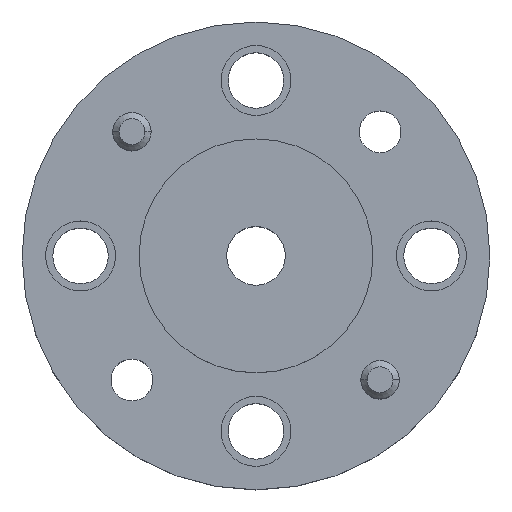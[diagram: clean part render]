
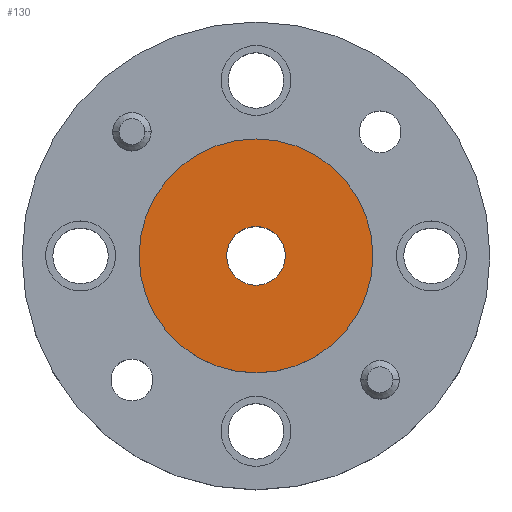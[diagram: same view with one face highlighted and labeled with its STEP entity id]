
A CAD part, top view. The second image highlights one B-rep face of the part: STEP entity #130.
In plain terms, the highlighted planar face has unit normal (0, 0, 1).
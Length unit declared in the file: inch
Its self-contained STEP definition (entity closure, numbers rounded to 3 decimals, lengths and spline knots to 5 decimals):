
#14 = CARTESIAN_POINT ( 'NONE',  ( 0., 0., 0.037 ) ) ;
#29 = ORIENTED_EDGE ( 'NONE', *, *, #1218, .F. ) ;
#79 = FACE_OUTER_BOUND ( 'NONE', #1063, .T. ) ;
#117 = EDGE_CURVE ( 'NONE', #1135, #194, #1056, .T. ) ;
#124 = DIRECTION ( 'NONE',  ( 1., 0., 0. ) ) ;
#130 = ADVANCED_FACE ( 'NONE', ( #1009, #79 ), #1597, .T. ) ;
#157 = VERTEX_POINT ( 'NONE', #964 ) ;
#194 = VERTEX_POINT ( 'NONE', #713 ) ;
#234 = DIRECTION ( 'NONE',  ( 1., 0., 0. ) ) ;
#424 = AXIS2_PLACEMENT_3D ( 'NONE', #14, #470, #1734 ) ;
#428 = CARTESIAN_POINT ( 'NONE',  ( 0., 0., 0.037 ) ) ;
#470 = DIRECTION ( 'NONE',  ( 0., 0., 1. ) ) ;
#544 = DIRECTION ( 'NONE',  ( 0., 0., 1. ) ) ;
#546 = ORIENTED_EDGE ( 'NONE', *, *, #117, .T. ) ;
#595 = CARTESIAN_POINT ( 'NONE',  ( 0., 0., 0.037 ) ) ;
#651 = VERTEX_POINT ( 'NONE', #1838 ) ;
#687 = DIRECTION ( 'NONE',  ( 1., 0., 0. ) ) ;
#701 = CARTESIAN_POINT ( 'NONE',  ( 0., 0., 0.037 ) ) ;
#711 = AXIS2_PLACEMENT_3D ( 'NONE', #701, #544, #687 ) ;
#713 = CARTESIAN_POINT ( 'NONE',  ( -0.1875, 0., 0.037 ) ) ;
#717 = EDGE_CURVE ( 'NONE', #651, #157, #847, .T. ) ;
#724 = AXIS2_PLACEMENT_3D ( 'NONE', #595, #1522, #1205 ) ;
#823 = ORIENTED_EDGE ( 'NONE', *, *, #717, .F. ) ;
#847 = CIRCLE ( 'NONE', #724, 0.047 ) ;
#964 = CARTESIAN_POINT ( 'NONE',  ( -0.047, 0., 0.037 ) ) ;
#1009 = FACE_BOUND ( 'NONE', #1108, .T. ) ;
#1052 = ORIENTED_EDGE ( 'NONE', *, *, #1764, .T. ) ;
#1056 = CIRCLE ( 'NONE', #1315, 0.1875 ) ;
#1063 = EDGE_LOOP ( 'NONE', ( #1052, #546 ) ) ;
#1108 = EDGE_LOOP ( 'NONE', ( #823, #29 ) ) ;
#1135 = VERTEX_POINT ( 'NONE', #1817 ) ;
#1205 = DIRECTION ( 'NONE',  ( 1., 0., 0. ) ) ;
#1218 = EDGE_CURVE ( 'NONE', #157, #651, #1970, .T. ) ;
#1315 = AXIS2_PLACEMENT_3D ( 'NONE', #1743, #1928, #234 ) ;
#1522 = DIRECTION ( 'NONE',  ( 0., 0., 1. ) ) ;
#1597 = PLANE ( 'NONE',  #711 ) ;
#1672 = DIRECTION ( 'NONE',  ( 0., 0., 1. ) ) ;
#1710 = CIRCLE ( 'NONE', #1964, 0.1875 ) ;
#1734 = DIRECTION ( 'NONE',  ( 1., 0., 0. ) ) ;
#1743 = CARTESIAN_POINT ( 'NONE',  ( 0., 0., 0.037 ) ) ;
#1764 = EDGE_CURVE ( 'NONE', #194, #1135, #1710, .T. ) ;
#1817 = CARTESIAN_POINT ( 'NONE',  ( 0.1875, 0., 0.037 ) ) ;
#1838 = CARTESIAN_POINT ( 'NONE',  ( 0.047, 0., 0.037 ) ) ;
#1928 = DIRECTION ( 'NONE',  ( 0., 0., 1. ) ) ;
#1964 = AXIS2_PLACEMENT_3D ( 'NONE', #428, #1672, #124 ) ;
#1970 = CIRCLE ( 'NONE', #424, 0.047 ) ;
